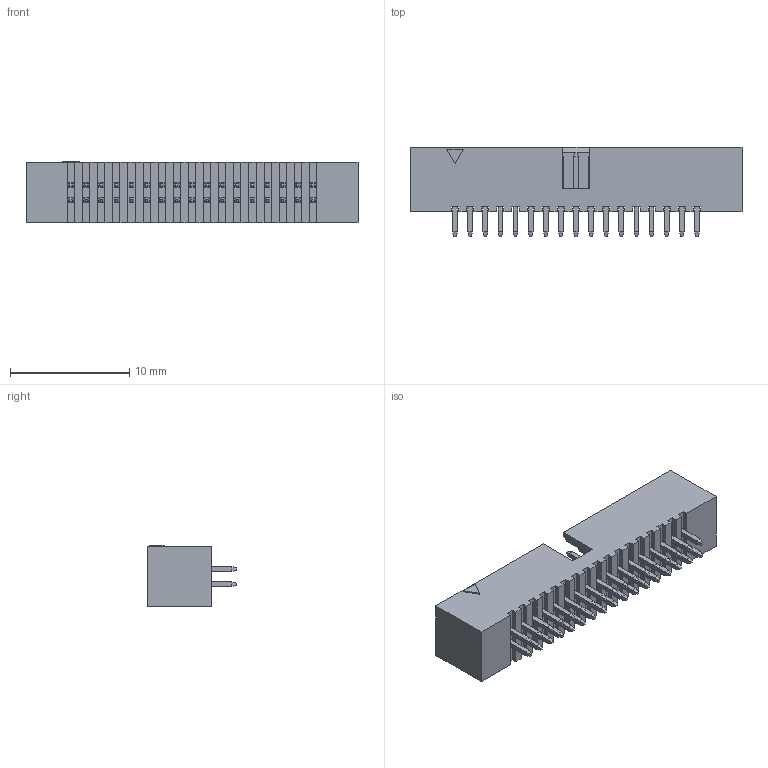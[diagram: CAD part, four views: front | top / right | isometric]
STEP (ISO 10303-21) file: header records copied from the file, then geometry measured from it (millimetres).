
FILE_DESCRIPTION (( 'STEP AP214' ), '1' );
FILE_NAME ('194795F0-0438-4796-84F5-EEE9D15FC235.STEP', '2023-01-28T04:31:05', ( '' ), ( '' ), 'SwSTEP 2.0', 'SolidWorks 2022', '' );
FILE_SCHEMA (( 'AUTOMOTIVE_DESIGN' ));
Length unit declared in the file: millimetre
Products named in the file (1): 194795F0-0438-4796-84F5-EEE9D15FC235
Bounding box: 27.89 x 7.5 x 5.2 mm (x, y, z)
Volume: 422.4 mm3; surface area: 1174.2 mm2
Topology: 1 solids, 1 shells, 703 faces, 1620 edges, 988 vertices
Faces by surface type: plane 703
Entity records: 25852 total; most frequent: CARTESIAN_POINT 3312, ORIENTED_EDGE 3240, DIRECTION 3028, EDGE_CURVE 1620, LINE 1620, VECTOR 1620, VERTEX_POINT 988, EDGE_LOOP 772
